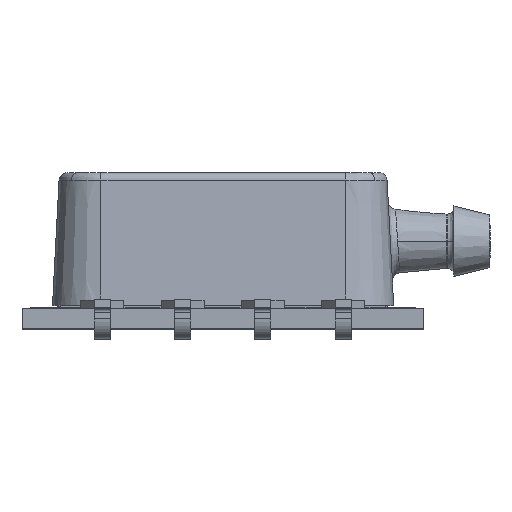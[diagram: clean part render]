
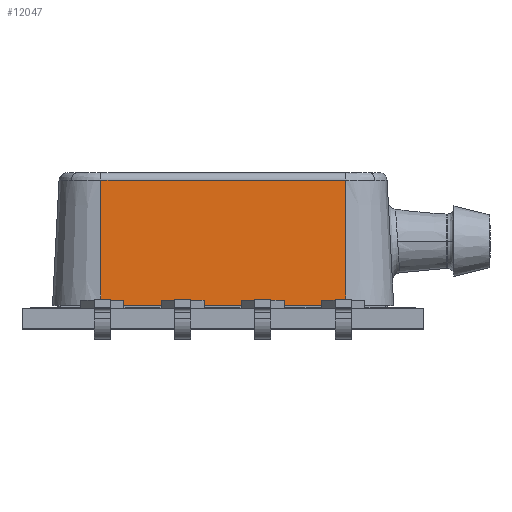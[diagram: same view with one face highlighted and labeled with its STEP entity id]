
A CAD part, top view. The second image highlights one B-rep face of the part: STEP entity #12047.
In plain terms, the highlighted face is planar.
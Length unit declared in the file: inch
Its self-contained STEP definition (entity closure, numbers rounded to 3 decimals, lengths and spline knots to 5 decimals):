
#1986 = EDGE_LOOP ( 'NONE', ( #11076, #11082, #11065, #11089 ) ) ;
#2145 = VECTOR ( 'NONE', #5819, 39.37008 ) ;
#2153 = LINE ( 'NONE', #5856, #2159 ) ;
#2159 = VECTOR ( 'NONE', #5840, 39.37008 ) ;
#2188 = LINE ( 'NONE', #5836, #2145 ) ;
#2216 = LINE ( 'NONE', #5885, #2222 ) ;
#2222 = VECTOR ( 'NONE', #5866, 39.37008 ) ;
#3025 = CARTESIAN_POINT ( 'NONE',  ( 0.18107, 0.2455, 0.16875 ) ) ;
#3048 = PLANE ( 'NONE',  #7452 ) ;
#3060 = DIRECTION ( 'NONE',  ( 0., 0.999, 0.052 ) ) ;
#3090 = DIRECTION ( 'NONE',  ( 0., -0.052, 0.999 ) ) ;
#5819 = DIRECTION ( 'NONE',  ( 0.004, -0.052, 0.999 ) ) ;
#5836 = CARTESIAN_POINT ( 'NONE',  ( -0.12623, 0.2455, 0.16875 ) ) ;
#5840 = DIRECTION ( 'NONE',  ( -1., 0., 0. ) ) ;
#5856 = CARTESIAN_POINT ( 'NONE',  ( -0.12559, 0.23735, 0.32427 ) ) ;
#5866 = DIRECTION ( 'NONE',  ( 0.004, 0.052, -0.999 ) ) ;
#5885 = CARTESIAN_POINT ( 'NONE',  ( 0.17859, 0.23735, 0.32427 ) ) ;
#6299 = FACE_OUTER_BOUND ( 'NONE', #1986, .T. ) ;
#6383 = EDGE_CURVE ( 'NONE', #13263, #13330, #2188, .T. ) ;
#6387 = EDGE_CURVE ( 'NONE', #13325, #13330, #2153, .T. ) ;
#6400 = EDGE_CURVE ( 'NONE', #13325, #13266, #2216, .T. ) ;
#7163 = EDGE_CURVE ( 'NONE', #13266, #13263, #9771, .T. ) ;
#7452 = AXIS2_PLACEMENT_3D ( 'NONE', #3025, #3060, #3090 ) ;
#9002 = DIRECTION ( 'NONE',  ( -1., 0., 0. ) ) ;
#9034 = CARTESIAN_POINT ( 'NONE',  ( 0.18107, 0.2455, 0.16875 ) ) ;
#9771 = LINE ( 'NONE', #9034, #9773 ) ;
#9773 = VECTOR ( 'NONE', #9002, 39.37008 ) ;
#10109 = CARTESIAN_POINT ( 'NONE',  ( -0.12623, 0.2455, 0.16875 ) ) ;
#10131 = CARTESIAN_POINT ( 'NONE',  ( 0.17923, 0.2455, 0.16875 ) ) ;
#10218 = CARTESIAN_POINT ( 'NONE',  ( 0.17859, 0.23735, 0.32427 ) ) ;
#10222 = CARTESIAN_POINT ( 'NONE',  ( -0.12559, 0.23735, 0.32427 ) ) ;
#11065 = ORIENTED_EDGE ( 'NONE', *, *, #6387, .F. ) ;
#11076 = ORIENTED_EDGE ( 'NONE', *, *, #7163, .T. ) ;
#11082 = ORIENTED_EDGE ( 'NONE', *, *, #6383, .T. ) ;
#11089 = ORIENTED_EDGE ( 'NONE', *, *, #6400, .T. ) ;
#12047 = ADVANCED_FACE ( 'NONE', ( #6299 ), #3048, .T. ) ;
#13263 = VERTEX_POINT ( 'NONE', #10109 ) ;
#13266 = VERTEX_POINT ( 'NONE', #10131 ) ;
#13325 = VERTEX_POINT ( 'NONE', #10218 ) ;
#13330 = VERTEX_POINT ( 'NONE', #10222 ) ;
